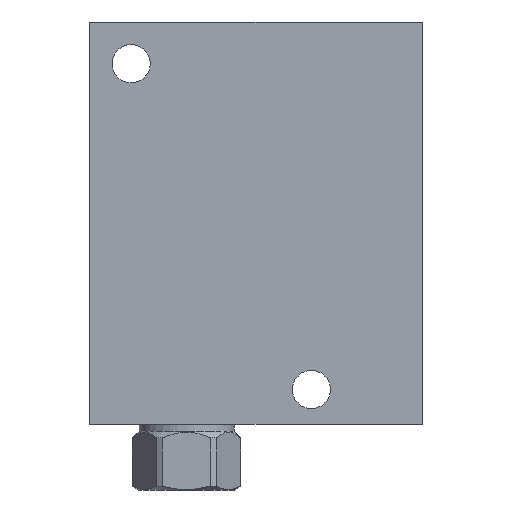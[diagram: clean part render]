
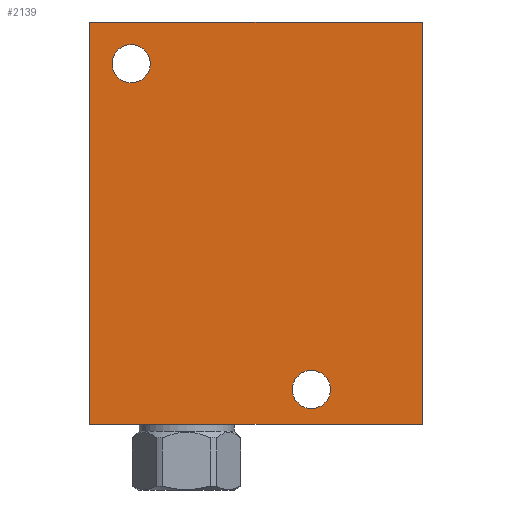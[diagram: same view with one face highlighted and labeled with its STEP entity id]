
A CAD part, front view. The second image highlights one B-rep face of the part: STEP entity #2139.
In plain terms, the highlighted planar face has unit normal (0, -1, 0).
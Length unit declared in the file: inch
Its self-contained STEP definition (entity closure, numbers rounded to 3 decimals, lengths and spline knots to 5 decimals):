
#5=DIRECTION('',(1.,0.,0.));
#6=VECTOR('',#5,3.);
#7=CARTESIAN_POINT('',(0.,-2.,0.));
#8=LINE('',#7,#6);
#75=DIRECTION('',(0.,0.,1.));
#76=VECTOR('',#75,3.625);
#77=CARTESIAN_POINT('',(3.,-2.,0.));
#78=LINE('',#77,#76);
#99=DIRECTION('',(0.,0.,1.));
#100=VECTOR('',#99,3.625);
#101=CARTESIAN_POINT('',(0.,-2.,0.));
#102=LINE('',#101,#100);
#103=CARTESIAN_POINT('',(0.375,-2.,3.25));
#104=DIRECTION('',(0.,-1.,0.));
#105=DIRECTION('',(-1.,0.,0.));
#106=AXIS2_PLACEMENT_3D('',#103,#104,#105);
#108=CARTESIAN_POINT('',(0.375,-2.,3.25));
#109=DIRECTION('',(0.,-1.,0.));
#110=DIRECTION('',(1.,0.,0.));
#111=AXIS2_PLACEMENT_3D('',#108,#109,#110);
#113=CARTESIAN_POINT('',(2.,-2.,0.312));
#114=DIRECTION('',(0.,-1.,0.));
#115=DIRECTION('',(-1.,0.,0.));
#116=AXIS2_PLACEMENT_3D('',#113,#114,#115);
#118=CARTESIAN_POINT('',(2.,-2.,0.312));
#119=DIRECTION('',(0.,-1.,0.));
#120=DIRECTION('',(1.,0.,0.));
#121=AXIS2_PLACEMENT_3D('',#118,#119,#120);
#135=DIRECTION('',(1.,0.,0.));
#136=VECTOR('',#135,3.);
#137=CARTESIAN_POINT('',(0.,-2.,3.625));
#138=LINE('',#137,#136);
#1755=CARTESIAN_POINT('',(0.,-2.,0.));
#1757=VERTEX_POINT('',#1755);
#1758=CARTESIAN_POINT('',(3.,-2.,0.));
#1759=VERTEX_POINT('',#1758);
#1763=CARTESIAN_POINT('',(0.,-2.,3.625));
#1765=VERTEX_POINT('',#1763);
#1766=CARTESIAN_POINT('',(3.,-2.,3.625));
#1767=VERTEX_POINT('',#1766);
#1910=CARTESIAN_POINT('',(0.203,-2.,3.25));
#1911=CARTESIAN_POINT('',(0.547,-2.,3.25));
#1912=VERTEX_POINT('',#1910);
#1913=VERTEX_POINT('',#1911);
#1918=CARTESIAN_POINT('',(1.828,-2.,0.312));
#1919=CARTESIAN_POINT('',(2.172,-2.,0.312));
#1920=VERTEX_POINT('',#1918);
#1921=VERTEX_POINT('',#1919);
#2115=CARTESIAN_POINT('',(0.,-2.,0.));
#2116=DIRECTION('',(0.,-1.,0.));
#2117=DIRECTION('',(1.,0.,0.));
#2118=AXIS2_PLACEMENT_3D('',#2115,#2116,#2117);
#2119=PLANE('',#2118);
#2120=ORIENTED_EDGE('',*,*,#2021,.F.);
#2121=ORIENTED_EDGE('',*,*,#2046,.T.);
#2123=ORIENTED_EDGE('',*,*,#2122,.T.);
#2124=ORIENTED_EDGE('',*,*,#2095,.F.);
#2125=EDGE_LOOP('',(#2120,#2121,#2123,#2124));
#2126=FACE_OUTER_BOUND('',#2125,.F.);
#2128=ORIENTED_EDGE('',*,*,#2127,.T.);
#2130=ORIENTED_EDGE('',*,*,#2129,.T.);
#2131=EDGE_LOOP('',(#2128,#2130));
#2132=FACE_BOUND('',#2131,.F.);
#2134=ORIENTED_EDGE('',*,*,#2133,.T.);
#2136=ORIENTED_EDGE('',*,*,#2135,.T.);
#2137=EDGE_LOOP('',(#2134,#2136));
#2138=FACE_BOUND('',#2137,.F.);
#2139=ADVANCED_FACE('',(#2126,#2132,#2138),#2119,.T.);
#107=CIRCLE('',#106,0.172);
#112=CIRCLE('',#111,0.172);
#117=CIRCLE('',#116,0.172);
#122=CIRCLE('',#121,0.172);
#2021=EDGE_CURVE('',#1757,#1759,#8,.T.);
#2046=EDGE_CURVE('',#1757,#1765,#102,.T.);
#2095=EDGE_CURVE('',#1759,#1767,#78,.T.);
#2122=EDGE_CURVE('',#1765,#1767,#138,.T.);
#2127=EDGE_CURVE('',#1912,#1913,#107,.T.);
#2129=EDGE_CURVE('',#1913,#1912,#112,.T.);
#2133=EDGE_CURVE('',#1920,#1921,#117,.T.);
#2135=EDGE_CURVE('',#1921,#1920,#122,.T.);
